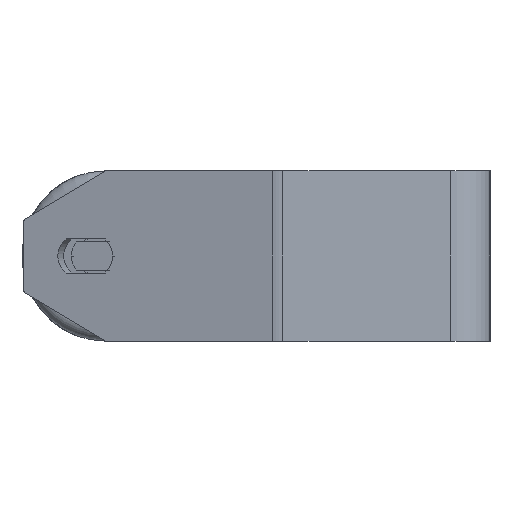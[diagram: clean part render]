
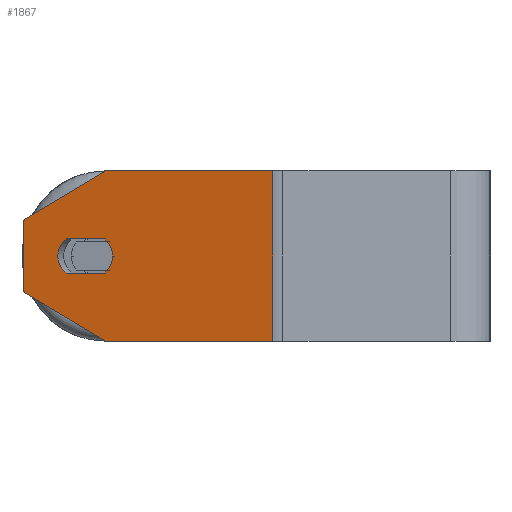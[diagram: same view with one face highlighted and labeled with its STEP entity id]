
A CAD part, left-side view. The second image highlights one B-rep face of the part: STEP entity #1867.
In plain terms, the highlighted planar face has unit normal (-0.966, 0.259, 0).
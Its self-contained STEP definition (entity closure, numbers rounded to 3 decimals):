
#35 = VECTOR ( 'NONE', #570, 1000. ) ;
#164 = EDGE_CURVE ( 'NONE', #5460, #2765, #4711, .T. ) ;
#236 = DIRECTION ( 'NONE',  ( -0.966, 0.259, 0. ) ) ;
#275 = ORIENTED_EDGE ( 'NONE', *, *, #5235, .F. ) ;
#296 = EDGE_CURVE ( 'NONE', #3804, #2343, #5727, .T. ) ;
#465 = LINE ( 'NONE', #2696, #7322 ) ;
#519 = DIRECTION ( 'NONE',  ( 0.259, 0.966, 0. ) ) ;
#528 = ORIENTED_EDGE ( 'NONE', *, *, #4001, .F. ) ;
#570 = DIRECTION ( 'NONE',  ( 0.224, 0.837, -0.5 ) ) ;
#1165 = DIRECTION ( 'NONE',  ( -0.259, -0.966, 0. ) ) ;
#1225 = CIRCLE ( 'NONE', #4776, 7.5 ) ;
#1352 = LINE ( 'NONE', #7497, #4851 ) ;
#1392 = DIRECTION ( 'NONE',  ( -0.259, -0.966, 0. ) ) ;
#1596 = EDGE_CURVE ( 'NONE', #5460, #8456, #465, .T. ) ;
#1617 = FACE_OUTER_BOUND ( 'NONE', #1834, .T. ) ;
#1629 = CARTESIAN_POINT ( 'NONE',  ( -383.61, 136.081, 6. ) ) ;
#1662 = CARTESIAN_POINT ( 'NONE',  ( -375.975, 164.576, 30. ) ) ;
#1730 = VECTOR ( 'NONE', #6798, 1000. ) ;
#1788 = CARTESIAN_POINT ( 'NONE',  ( -399.523, 76.694, 30. ) ) ;
#1818 = VECTOR ( 'NONE', #6091, 1000. ) ;
#1834 = EDGE_LOOP ( 'NONE', ( #7823, #7920, #6154, #6970, #5282, #1855 ) ) ;
#1841 = AXIS2_PLACEMENT_3D ( 'NONE', #1935, #3999, #519 ) ;
#1855 = ORIENTED_EDGE ( 'NONE', *, *, #164, .T. ) ;
#1867 = ADVANCED_FACE ( 'NONE', ( #7809, #1617 ), #4332, .F. ) ;
#1883 = AXIS2_PLACEMENT_3D ( 'NONE', #6935, #236, #2295 ) ;
#1935 = CARTESIAN_POINT ( 'NONE',  ( -381.151, 145.257, 0. ) ) ;
#2235 = EDGE_CURVE ( 'NONE', #2343, #5526, #1225, .T. ) ;
#2254 = CARTESIAN_POINT ( 'NONE',  ( -383.61, 136.081, -6. ) ) ;
#2295 = DIRECTION ( 'NONE',  ( -0.259, -0.966, 0. ) ) ;
#2343 = VERTEX_POINT ( 'NONE', #5883 ) ;
#2423 = VERTEX_POINT ( 'NONE', #3356 ) ;
#2436 = CARTESIAN_POINT ( 'NONE',  ( -383.74, 135.598, 30. ) ) ;
#2696 = CARTESIAN_POINT ( 'NONE',  ( -375.975, 164.576, 30. ) ) ;
#2765 = VERTEX_POINT ( 'NONE', #4786 ) ;
#2780 = CARTESIAN_POINT ( 'NONE',  ( -379.987, 149.604, 6. ) ) ;
#2781 = EDGE_LOOP ( 'NONE', ( #7004, #275, #528, #6264, #6527 ) ) ;
#2794 = VERTEX_POINT ( 'NONE', #7470 ) ;
#3050 = DIRECTION ( 'NONE',  ( 0.259, 0.966, 0. ) ) ;
#3123 = VECTOR ( 'NONE', #4937, 1000. ) ;
#3241 = EDGE_CURVE ( 'NONE', #2765, #2794, #5073, .T. ) ;
#3356 = CARTESIAN_POINT ( 'NONE',  ( -383.74, 135.598, -30. ) ) ;
#3387 = LINE ( 'NONE', #5370, #1818 ) ;
#3512 = EDGE_CURVE ( 'NONE', #8456, #5603, #4635, .T. ) ;
#3804 = VERTEX_POINT ( 'NONE', #2254 ) ;
#3925 = DIRECTION ( 'NONE',  ( 0., 0., -1. ) ) ;
#3965 = DIRECTION ( 'NONE',  ( -0.966, 0.259, 0. ) ) ;
#3999 = DIRECTION ( 'NONE',  ( -0.966, 0.259, 0. ) ) ;
#4001 = EDGE_CURVE ( 'NONE', #5526, #4523, #3387, .T. ) ;
#4253 = VECTOR ( 'NONE', #7849, 1000. ) ;
#4332 = PLANE ( 'NONE',  #7331 ) ;
#4373 = DIRECTION ( 'NONE',  ( 0.966, -0.259, 0. ) ) ;
#4523 = VERTEX_POINT ( 'NONE', #2780 ) ;
#4630 = CARTESIAN_POINT ( 'NONE',  ( -375.975, 164.576, 12.679 ) ) ;
#4635 = LINE ( 'NONE', #6692, #5808 ) ;
#4658 = CARTESIAN_POINT ( 'NONE',  ( -399.523, 76.694, -30. ) ) ;
#4711 = LINE ( 'NONE', #4630, #35 ) ;
#4776 = AXIS2_PLACEMENT_3D ( 'NONE', #7142, #3965, #1165 ) ;
#4786 = CARTESIAN_POINT ( 'NONE',  ( -375.975, 164.576, 12.679 ) ) ;
#4851 = VECTOR ( 'NONE', #1392, 1000. ) ;
#4937 = DIRECTION ( 'NONE',  ( 0., 0., -1. ) ) ;
#5073 = LINE ( 'NONE', #8501, #3123 ) ;
#5235 = EDGE_CURVE ( 'NONE', #4523, #6863, #8645, .T. ) ;
#5282 = ORIENTED_EDGE ( 'NONE', *, *, #1596, .F. ) ;
#5370 = CARTESIAN_POINT ( 'NONE',  ( -383.61, 136.081, 6. ) ) ;
#5460 = VERTEX_POINT ( 'NONE', #2436 ) ;
#5526 = VERTEX_POINT ( 'NONE', #1629 ) ;
#5603 = VERTEX_POINT ( 'NONE', #4658 ) ;
#5727 = CIRCLE ( 'NONE', #1883, 7.5 ) ;
#5808 = VECTOR ( 'NONE', #3925, 1000. ) ;
#5883 = CARTESIAN_POINT ( 'NONE',  ( -384.387, 133.183, 0. ) ) ;
#6091 = DIRECTION ( 'NONE',  ( 0.259, 0.966, 0. ) ) ;
#6142 = CARTESIAN_POINT ( 'NONE',  ( -379.987, 149.604, -6. ) ) ;
#6154 = ORIENTED_EDGE ( 'NONE', *, *, #8183, .T. ) ;
#6264 = ORIENTED_EDGE ( 'NONE', *, *, #2235, .F. ) ;
#6321 = EDGE_CURVE ( 'NONE', #2794, #2423, #8634, .T. ) ;
#6527 = ORIENTED_EDGE ( 'NONE', *, *, #296, .F. ) ;
#6692 = CARTESIAN_POINT ( 'NONE',  ( -399.523, 76.694, 30. ) ) ;
#6798 = DIRECTION ( 'NONE',  ( -0.259, -0.966, 0. ) ) ;
#6863 = VERTEX_POINT ( 'NONE', #6142 ) ;
#6935 = CARTESIAN_POINT ( 'NONE',  ( -382.446, 140.428, 0. ) ) ;
#6970 = ORIENTED_EDGE ( 'NONE', *, *, #3512, .F. ) ;
#7004 = ORIENTED_EDGE ( 'NONE', *, *, #8215, .F. ) ;
#7142 = CARTESIAN_POINT ( 'NONE',  ( -382.446, 140.428, 0. ) ) ;
#7275 = CARTESIAN_POINT ( 'NONE',  ( -383.74, 135.598, -30. ) ) ;
#7322 = VECTOR ( 'NONE', #8608, 1000. ) ;
#7331 = AXIS2_PLACEMENT_3D ( 'NONE', #1662, #4373, #3050 ) ;
#7370 = LINE ( 'NONE', #8742, #1730 ) ;
#7470 = CARTESIAN_POINT ( 'NONE',  ( -375.975, 164.576, -12.679 ) ) ;
#7497 = CARTESIAN_POINT ( 'NONE',  ( -383.61, 136.081, -6. ) ) ;
#7809 = FACE_BOUND ( 'NONE', #2781, .T. ) ;
#7823 = ORIENTED_EDGE ( 'NONE', *, *, #3241, .T. ) ;
#7849 = DIRECTION ( 'NONE',  ( -0.224, -0.837, -0.5 ) ) ;
#7920 = ORIENTED_EDGE ( 'NONE', *, *, #6321, .T. ) ;
#8183 = EDGE_CURVE ( 'NONE', #2423, #5603, #7370, .T. ) ;
#8215 = EDGE_CURVE ( 'NONE', #6863, #3804, #1352, .T. ) ;
#8456 = VERTEX_POINT ( 'NONE', #1788 ) ;
#8501 = CARTESIAN_POINT ( 'NONE',  ( -375.975, 164.576, 30. ) ) ;
#8608 = DIRECTION ( 'NONE',  ( -0.259, -0.966, 0. ) ) ;
#8634 = LINE ( 'NONE', #7275, #4253 ) ;
#8645 = CIRCLE ( 'NONE', #1841, 7.5 ) ;
#8742 = CARTESIAN_POINT ( 'NONE',  ( -375.975, 164.576, -30. ) ) ;
